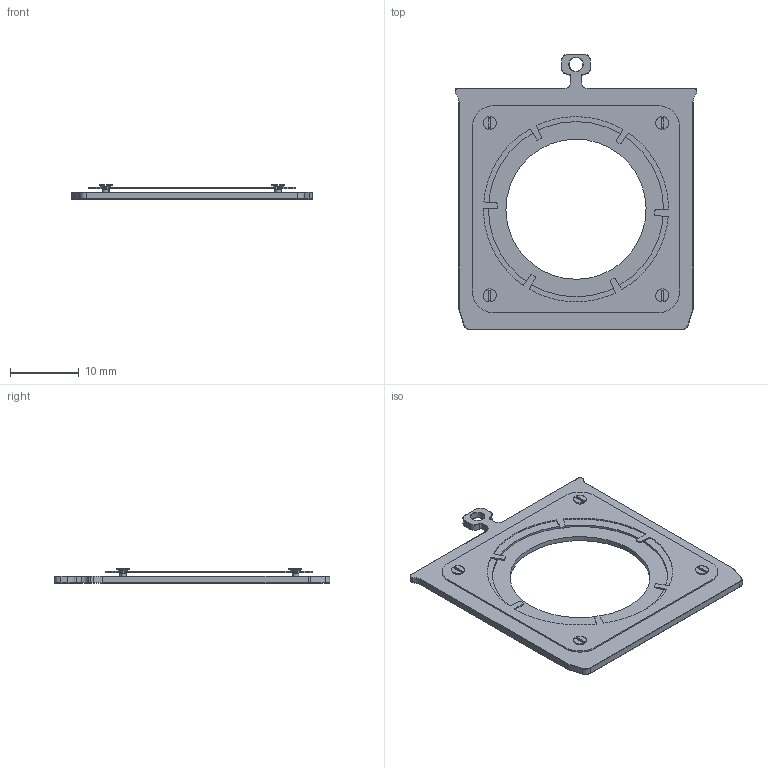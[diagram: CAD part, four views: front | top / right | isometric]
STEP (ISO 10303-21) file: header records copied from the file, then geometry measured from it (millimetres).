
FILE_DESCRIPTION(('CATIA V5 STEP Exchange'),'2;1');
FILE_NAME('SHUPSCH_20171206.stp','2017-12-06T12:43:07+00:00',('none'),('none'),'CATIA Version 5 Release 20 SP 7 (IN-10)','CATIA V5 STEP AP214','none');
FILE_SCHEMA(('AUTOMOTIVE_DESIGN { 1 0 10303 214 1 1 1 1 }'));
Length unit declared in the file: millimetre
Products named in the file (4): SHOMCH; 22942; 22943; 21101002
Assembly tree (6 placements, depth 2):
  SHOMCH
    22942
    22943
    21101002  x4
Bounding box: 35 x 40 x 2.05 mm (x, y, z)
Volume: 893.7 mm3; surface area: 2738.7 mm2
Topology: 6 solids, 6 shells, 247 faces, 730 edges, 496 vertices
Faces by surface type: cylinder 126, plane 61, torus 36, cone 24
Entity records: 6895 total; most frequent: CARTESIAN_POINT 1264, ORIENTED_EDGE 1244, DIRECTION 990, EDGE_CURVE 622, AXIS2_PLACEMENT_3D 580, VERTEX_POINT 430, CIRCLE 392, VECTOR 222
